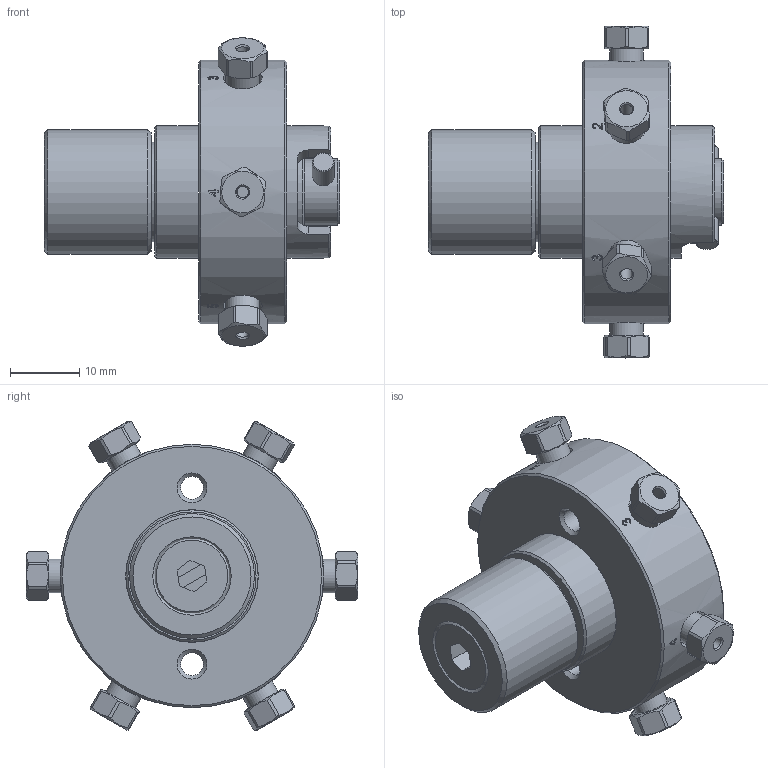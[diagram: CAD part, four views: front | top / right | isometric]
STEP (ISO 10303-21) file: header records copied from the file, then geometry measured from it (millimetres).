
FILE_DESCRIPTION((''),'2;1');
FILE_NAME('312346-DC6UW 6 port 2-pos replacement valve.stp','2013-08-12T07:59:01',('Franzp'),(''),'Autodesk Inventor 2013','Autodesk Inventor 2013','');
FILE_SCHEMA(('AUTOMOTIVE_DESIGN { 1 0 10303 214 1 1 1 1 }'));
Length unit declared in the file: millimetre
Products named in the file (1): 312346_Shrinkwrap_1
Bounding box: 42.54 x 47.82 x 44.41 mm (x, y, z)
Surface area: 8436.5 mm2 (no closed solid volume)
Topology: 0 solids, 24 shells, 189 faces, 591 edges, 427 vertices
Faces by surface type: cylinder 71, plane 71, cone 39, bspline 8
Full cylindrical faces by diameter (mm): 1.727 x6, 3.175 x1, 3.18 x1, 3.302 x2, 4.826 x6, 5.61 x6, 9.525 x1, 14.4 x1, 14.58 x1, 14.651 x1, 18 x1, 19.05 x2, 37.973 x1
Entity records: 7074 total; most frequent: CARTESIAN_POINT 2183, DIRECTION 909, ORIENTED_EDGE 830, EDGE_CURVE 493, VERTEX_POINT 398, AXIS2_PLACEMENT_3D 386, EDGE_LOOP 290, CIRCLE 191
